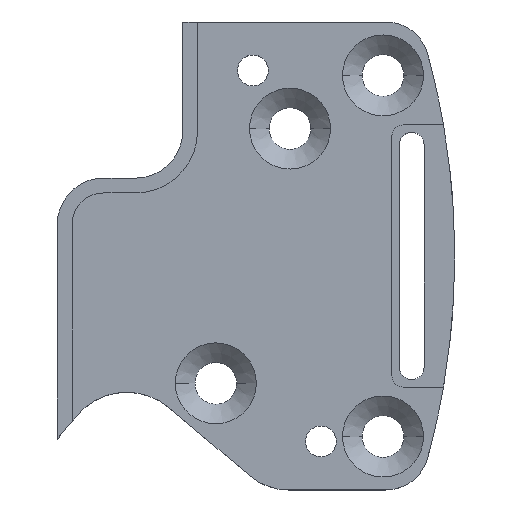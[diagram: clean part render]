
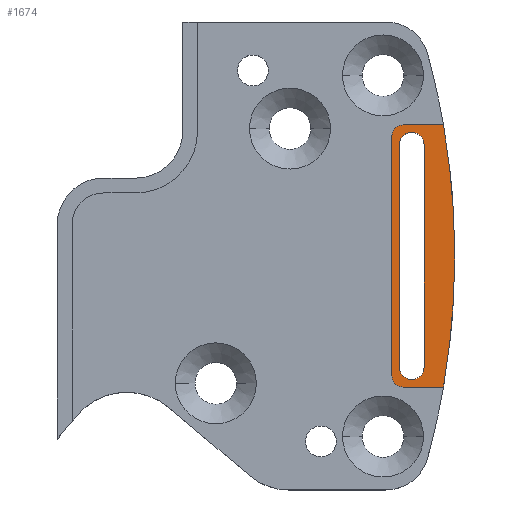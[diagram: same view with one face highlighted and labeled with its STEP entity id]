
A CAD part, top view. The second image highlights one B-rep face of the part: STEP entity #1674.
In plain terms, the highlighted planar face has unit normal (0, 0, 1).
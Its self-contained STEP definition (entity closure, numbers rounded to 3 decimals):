
#1160=CARTESIAN_POINT('POINT79',(0.018,-0.008,0.));
#1161=VERTEX_POINT('VERTEX79',#1160);
#1168=CARTESIAN_POINT('POINT80',(0.015,-0.008,0.));
#1169=VERTEX_POINT('VERTEX80',#1168);
#1170=CARTESIAN_POINT('POS130',(0.016,-0.008,0.));
#1171=DIRECTION('DIR194',(0.,0.,-1.));
#1172=DIRECTION('DIR195',(1.,0.,0.));
#1173=AXIS2_PLACEMENT_3D('AXIS65',#1170,#1171,#1172);
#1174=CIRCLE('ELLIPSE34',#1173,0.001);
#1175=EDGE_CURVE('EDGE119',#1161,#1169,#1174,.F.);
#1192=CARTESIAN_POINT('POINT81',(0.015,-0.03,0.));
#1193=VERTEX_POINT('VERTEX81',#1192);
#1194=CARTESIAN_POINT('POS133',(0.015,-0.009,0.));
#1195=DIRECTION('DIR199',(0.,1.,0.));
#1196=VECTOR('VEC67',#1195,1.);
#1197=LINE('STRAIGHT67',#1194,#1196);
#1198=EDGE_CURVE('EDGE121',#1193,#1169,#1197,.T.);
#1232=CARTESIAN_POINT('POINT84',(0.018,-0.03,0.));
#1233=VERTEX_POINT('VERTEX84',#1232);
#1234=CARTESIAN_POINT('POS138',(0.016,-0.03,0.));
#1235=DIRECTION('DIR206',(0.,0.,-1.));
#1236=DIRECTION('DIR207',(1.,0.,0.));
#1237=AXIS2_PLACEMENT_3D('AXIS69',#1234,#1235,#1236);
#1238=CIRCLE('ELLIPSE36',#1237,0.001);
#1239=EDGE_CURVE('EDGE125',#1233,#1193,#1238,.T.);
#1262=CARTESIAN_POINT('POS142',(0.018,-0.009,0.));
#1263=DIRECTION('DIR212',(0.,1.,0.));
#1264=VECTOR('VEC72',#1263,1.);
#1265=LINE('STRAIGHT72',#1262,#1264);
#1266=EDGE_CURVE('EDGE128',#1233,#1161,#1265,.T.);
#1277=CARTESIAN_POINT('POINT85',(0.015,-0.033,0.));
#1278=VERTEX_POINT('VERTEX85',#1277);
#1287=CARTESIAN_POINT('POINT87',(0.014,-0.031,0.));
#1288=VERTEX_POINT('VERTEX87',#1287);
#1289=CARTESIAN_POINT('POS145',(0.015,-0.031,0.));
#1290=DIRECTION('DIR216',(0.,0.,1.));
#1291=DIRECTION('DIR217',(1.,0.,0.));
#1292=AXIS2_PLACEMENT_3D('AXIS72',#1289,#1290,#1291);
#1293=CIRCLE('ELLIPSE37',#1292,0.001);
#1294=EDGE_CURVE('EDGE130',#1288,#1278,#1293,.T.);
#1320=CARTESIAN_POINT('POINT89',(0.014,-0.007,0.));
#1321=VERTEX_POINT('VERTEX89',#1320);
#1322=CARTESIAN_POINT('POS149',(0.014,-0.009,0.));
#1323=DIRECTION('DIR223',(0.,-1.,0.));
#1324=VECTOR('VEC75',#1323,1.);
#1325=LINE('STRAIGHT75',#1322,#1324);
#1326=EDGE_CURVE('EDGE133',#1288,#1321,#1325,.F.);
#1351=CARTESIAN_POINT('POINT91',(0.015,-0.006,0.));
#1352=VERTEX_POINT('VERTEX91',#1351);
#1353=CARTESIAN_POINT('POS153',(0.015,-0.007,0.));
#1354=DIRECTION('DIR228',(0.,0.,1.));
#1355=DIRECTION('DIR229',(1.,0.,0.));
#1356=AXIS2_PLACEMENT_3D('AXIS76',#1353,#1354,#1355);
#1357=CIRCLE('ELLIPSE39',#1356,0.001);
#1358=EDGE_CURVE('EDGE136',#1352,#1321,#1357,.T.);
#1384=CARTESIAN_POINT('POINT93',(0.02,-0.006,
   0.));
#1385=VERTEX_POINT('VERTEX93',#1384);
#1386=CARTESIAN_POINT('POS157',(0.016,-0.006,
   0.));
#1387=DIRECTION('DIR235',(-1.,0.,0.));
#1388=VECTOR('VEC79',#1387,1.);
#1389=LINE('STRAIGHT79',#1386,#1388);
#1390=EDGE_CURVE('EDGE139',#1352,#1385,#1389,.F.);
#1621=CARTESIAN_POINT('POINT101',(0.02,-0.033,
   0.));
#1622=VERTEX_POINT('VERTEX101',#1621);
#1629=CARTESIAN_POINT('POS176',(0.016,-0.033,
   0.));
#1630=DIRECTION('DIR266',(-1.,0.,0.));
#1631=VECTOR('VEC86',#1630,1.);
#1632=LINE('STRAIGHT86',#1629,#1631);
#1633=EDGE_CURVE('EDGE154',#1278,#1622,#1632,.F.);
#1645=ORIENTED_EDGE('COEDGE292',*,*,#1633,.T.);
#1646=CARTESIAN_POINT('POINT102',(0.021,-0.019,0.));
#1647=VERTEX_POINT('VERTEX102',#1646);
#1648=CARTESIAN_POINT('POS178',(-0.058,-0.019,0.));
#1649=DIRECTION('DIR269',(0.,0.,1.));
#1650=DIRECTION('DIR270',(1.,0.,0.));
#1651=AXIS2_PLACEMENT_3D('AXIS92',#1648,#1649,#1650);
#1652=CIRCLE('ELLIPSE48',#1651,0.079);
#1653=EDGE_CURVE('EDGE155',#1622,#1647,#1652,.T.);
#1654=ORIENTED_EDGE('COEDGE293',*,*,#1653,.T.);
#1655=EDGE_CURVE('EDGE156',#1647,#1385,#1652,.T.);
#1656=ORIENTED_EDGE('COEDGE294',*,*,#1655,.T.);
#1657=ORIENTED_EDGE('COEDGE295',*,*,#1390,.F.);
#1658=ORIENTED_EDGE('COEDGE296',*,*,#1358,.T.);
#1659=ORIENTED_EDGE('COEDGE297',*,*,#1326,.F.);
#1660=ORIENTED_EDGE('COEDGE298',*,*,#1294,.T.);
#1661=EDGE_LOOP('NONE',(#1645,#1654,#1656,#1657,#1658,#1659,#1660));
#1662=FACE_BOUND('LOOP1',#1661,.T.);
#1663=ORIENTED_EDGE('COEDGE299',*,*,#1266,.F.);
#1664=ORIENTED_EDGE('COEDGE300',*,*,#1239,.T.);
#1665=ORIENTED_EDGE('COEDGE301',*,*,#1198,.T.);
#1666=ORIENTED_EDGE('COEDGE302',*,*,#1175,.F.);
#1667=EDGE_LOOP('NONE',(#1663,#1664,#1665,#1666));
#1668=FACE_BOUND('LOOP1',#1667,.T.);
#1669=CARTESIAN_POINT('POS179',(0.014,0.001,0.
   ));
#1670=DIRECTION('DIR271',(0.,0.,1.));
#1671=DIRECTION('DIR272',(1.,0.,0.));
#1672=AXIS2_PLACEMENT_3D('AXIS93',#1669,#1670,#1671);
#1673=PLANE('PLANE21',#1672);
#1674=ADVANCED_FACE('FACE57',(#1662,#1668),#1673,.T.);
